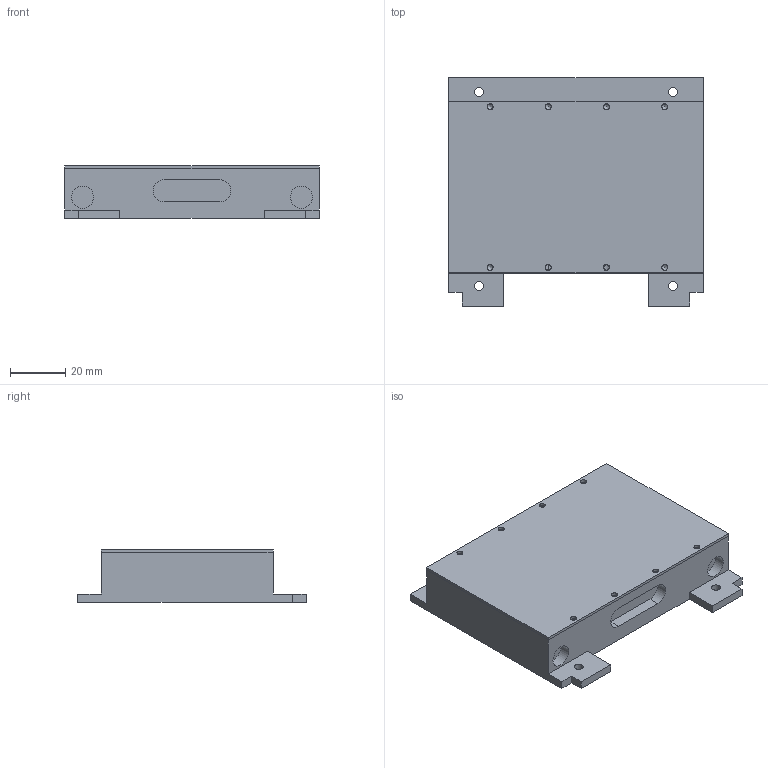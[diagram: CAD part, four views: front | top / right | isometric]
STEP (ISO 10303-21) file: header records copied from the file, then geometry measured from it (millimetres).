
FILE_DESCRIPTION(/* description */ (''),/* implementation_level */ '2;1');
FILE_NAME(/* name */ 'B4_battery v1.step',/* time_stamp */ '2021-05-20T07:28:46+09:00',/* author */ (''),/* organization */ (''),/* preprocessor_version */ 'ST-DEVELOPER v18.1',/* originating_system */ 'Autodesk Translation Framework v10.6.0.1341',/* authorisation */ '');
FILE_SCHEMA (('AUTOMOTIVE_DESIGN { 1 0 10303 214 3 1 1 }'));
Length unit declared in the file: millimetre
Products named in the file (7): B4_battery; B2_battery_case; B2_battery_cover; B2_battery_insulator1; B2_battery_insulator2; battery; B2_battery_insulator3
Assembly tree (14 placements, depth 2):
  B4_battery
    B2_battery_case
    B2_battery_cover
    B2_battery_insulator1  x2
    B2_battery_insulator2  x2
    B2_battery_insulator3  x2
    battery  x6
Bounding box: 92 x 82.5 x 19 mm (x, y, z)
Volume: 92586.9 mm3; surface area: 80709.2 mm2
Topology: 14 solids, 14 shells, 145 faces, 328 edges, 216 vertices
Faces by surface type: plane 85, cylinder 36, torus 18, cone 6
Full cylindrical faces by diameter (mm): 2 x14, 2.2 x8, 3.2 x4, 8 x2, 14.35 x6
Entity records: 2969 total; most frequent: CARTESIAN_POINT 512, DIRECTION 484, ORIENTED_EDGE 422, EDGE_CURVE 211, AXIS2_PLACEMENT_3D 168, LINE 148, VECTOR 148, VERTEX_POINT 142
